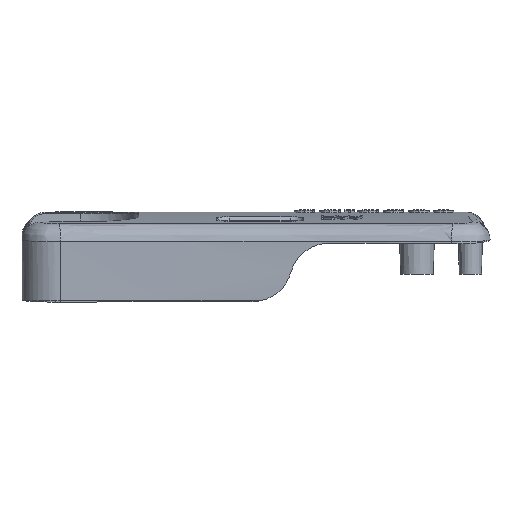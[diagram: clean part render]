
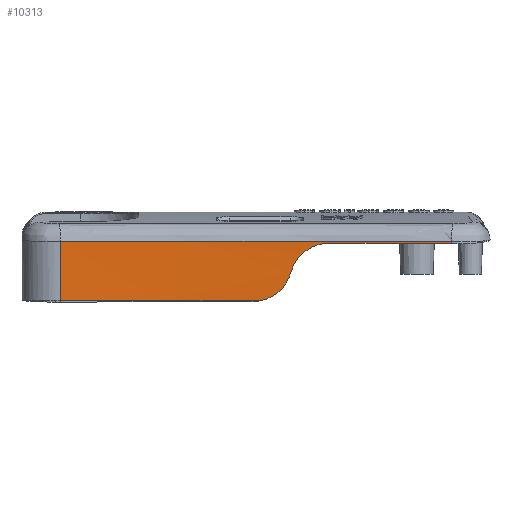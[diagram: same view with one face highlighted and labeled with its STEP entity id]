
A CAD part, front view. The second image highlights one B-rep face of the part: STEP entity #10313.
In plain terms, the highlighted cylindrical face has radius 635 mm (diameter 1270 mm), a partial arc.
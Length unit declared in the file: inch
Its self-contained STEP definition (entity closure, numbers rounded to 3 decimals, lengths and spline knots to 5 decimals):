
#535 = DIRECTION ( 'NONE',  ( 0., 0., -1. ) ) ;
#537 = CYLINDRICAL_SURFACE ( 'NONE', #28251, 25. ) ;
#538 = FACE_OUTER_BOUND ( 'NONE', #8267, .T. ) ;
#539 = CARTESIAN_POINT ( 'NONE',  ( 1.875, -25.11085, 0.64616 ) ) ;
#541 = DIRECTION ( 'NONE',  ( -1., 0., 0. ) ) ;
#3512 = LINE ( 'NONE', #3514, #28154 ) ;
#3514 = CARTESIAN_POINT ( 'NONE',  ( 0.16463, -0.16943, 0.64616 ) ) ;
#3515 = DIRECTION ( 'NONE',  ( 0., 0., -1. ) ) ;
#5173 = ORIENTED_EDGE ( 'NONE', *, *, #28446, .T. ) ;
#5175 = ORIENTED_EDGE ( 'NONE', *, *, #28395, .T. ) ;
#5177 = ORIENTED_EDGE ( 'NONE', *, *, #28482, .T. ) ;
#5179 = ORIENTED_EDGE ( 'NONE', *, *, #28483, .T. ) ;
#5181 = ORIENTED_EDGE ( 'NONE', *, *, #10785, .T. ) ;
#5183 = ORIENTED_EDGE ( 'NONE', *, *, #28458, .T. ) ;
#5185 = ORIENTED_EDGE ( 'NONE', *, *, #28447, .F. ) ;
#8267 = EDGE_LOOP ( 'NONE', ( #5173, #5175, #5177, #5179, #5181, #5183, #5185 ) ) ;
#9238 = VERTEX_POINT ( 'NONE', #30404 ) ;
#9246 = VERTEX_POINT ( 'NONE', #30408 ) ;
#10313 = ADVANCED_FACE ( 'NONE', ( #538 ), #537, .F. ) ;
#10785 = EDGE_CURVE ( 'NONE', #9238, #9246, #3512, .T. ) ;
#11473 = B_SPLINE_CURVE_WITH_KNOTS ( 'NONE', 3,
 ( #17276, #17281, #17306, #17307 ),
 .UNSPECIFIED., .F., .F.,
 ( 4, 4 ),
 ( 0., 0.0271 ),
 .UNSPECIFIED. ) ;
#11495 = B_SPLINE_CURVE_WITH_KNOTS ( 'NONE', 3,
 ( #17536, #17537, #17542, #17543, #17544, #17545, #17546, #17547, #17548, #17549, #17550, #17551, #17552, #17553, #17554, #17555, #17556, #17557, #17558, #17559 ),
 .UNSPECIFIED., .F., .F.,
 ( 4, 2, 2, 2, 2, 2, 2, 2, 2, 4 ),
 ( 0.00255, 0.00327, 0.004, 0.00544, 0.00688, 0.00832, 0.00977, 0.01121, 0.01265, 0.0141 ),
 .UNSPECIFIED. ) ;
#11496 = B_SPLINE_CURVE_WITH_KNOTS ( 'NONE', 3,
 ( #17541, #17540, #17562, #17563, #17564, #17565, #17566, #17567, #17568, #17569, #17570, #17571, #17572, #17573, #17574, #17575 ),
 .UNSPECIFIED., .F., .F.,
 ( 4, 2, 2, 2, 2, 2, 2, 4 ),
 ( 0., 0.00236, 0.00354, 0.00473, 0.00591, 0.00709, 0.00827, 0.00945 ),
 .UNSPECIFIED. ) ;
#11503 = B_SPLINE_CURVE_WITH_KNOTS ( 'NONE', 3,
 ( #17640, #17641, #17646, #17647 ),
 .UNSPECIFIED., .F., .F.,
 ( 4, 4 ),
 ( 0., 0.04461 ),
 .UNSPECIFIED. ) ;
#11512 = B_SPLINE_CURVE_WITH_KNOTS ( 'NONE', 3,
 ( #17781, #17780, #17794, #17795, #17796 ),
 .UNSPECIFIED., .F., .F.,
 ( 4, 1, 4 ),
 ( 0., 0.04344, 0.08689 ),
 .UNSPECIFIED. ) ;
#17276 = CARTESIAN_POINT ( 'NONE',  ( 2.51969, -0.11916, 0.37385 ) ) ;
#17281 = CARTESIAN_POINT ( 'NONE',  ( 2.87527, -0.12834, 0.37285 ) ) ;
#17306 = CARTESIAN_POINT ( 'NONE',  ( 3.2305, -0.14509, 0.37101 ) ) ;
#17307 = CARTESIAN_POINT ( 'NONE',  ( 3.58537, -0.16943, 0.36828 ) ) ;
#17536 = CARTESIAN_POINT ( 'NONE',  ( 2.17946, -0.11271, 0.11768 ) ) ;
#17537 = CARTESIAN_POINT ( 'NONE',  ( 2.18211, -0.11274, 0.12683 ) ) ;
#17540 = CARTESIAN_POINT ( 'NONE',  ( 2.17072, -0.1126, 0.08746 ) ) ;
#17541 = CARTESIAN_POINT ( 'NONE',  ( 2.17946, -0.11271, 0.11768 ) ) ;
#17542 = CARTESIAN_POINT ( 'NONE',  ( 2.18515, -0.11277, 0.13596 ) ) ;
#17543 = CARTESIAN_POINT ( 'NONE',  ( 2.19192, -0.11286, 0.15385 ) ) ;
#17544 = CARTESIAN_POINT ( 'NONE',  ( 2.19565, -0.11291, 0.16261 ) ) ;
#17545 = CARTESIAN_POINT ( 'NONE',  ( 2.20782, -0.11307, 0.18833 ) ) ;
#17546 = CARTESIAN_POINT ( 'NONE',  ( 2.21725, -0.11319, 0.20475 ) ) ;
#17547 = CARTESIAN_POINT ( 'NONE',  ( 2.23877, -0.1135, 0.23611 ) ) ;
#17548 = CARTESIAN_POINT ( 'NONE',  ( 2.25096, -0.11367, 0.25112 ) ) ;
#17549 = CARTESIAN_POINT ( 'NONE',  ( 2.27721, -0.11408, 0.27858 ) ) ;
#17550 = CARTESIAN_POINT ( 'NONE',  ( 2.29135, -0.11431, 0.29117 ) ) ;
#17551 = CARTESIAN_POINT ( 'NONE',  ( 2.32164, -0.11484, 0.31407 ) ) ;
#17552 = CARTESIAN_POINT ( 'NONE',  ( 2.33796, -0.11513, 0.32444 ) ) ;
#17553 = CARTESIAN_POINT ( 'NONE',  ( 2.37162, -0.11578, 0.34217 ) ) ;
#17554 = CARTESIAN_POINT ( 'NONE',  ( 2.38903, -0.11613, 0.34962 ) ) ;
#17555 = CARTESIAN_POINT ( 'NONE',  ( 2.425, -0.1169, 0.36167 ) ) ;
#17556 = CARTESIAN_POINT ( 'NONE',  ( 2.4437, -0.11731, 0.36629 ) ) ;
#17557 = CARTESIAN_POINT ( 'NONE',  ( 2.48145, -0.1182, 0.3724 ) ) ;
#17558 = CARTESIAN_POINT ( 'NONE',  ( 2.50048, -0.11867, 0.37391 ) ) ;
#17559 = CARTESIAN_POINT ( 'NONE',  ( 2.51969, -0.11916, 0.37385 ) ) ;
#17562 = CARTESIAN_POINT ( 'NONE',  ( 2.15822, -0.11245, 0.05905 ) ) ;
#17563 = CARTESIAN_POINT ( 'NONE',  ( 2.134, -0.11219, 0.01909 ) ) ;
#17564 = CARTESIAN_POINT ( 'NONE',  ( 2.12493, -0.1121, 0.00613 ) ) ;
#17565 = CARTESIAN_POINT ( 'NONE',  ( 2.10537, -0.11191, -0.01818 ) ) ;
#17566 = CARTESIAN_POINT ( 'NONE',  ( 2.09486, -0.11182, -0.0296 ) ) ;
#17567 = CARTESIAN_POINT ( 'NONE',  ( 2.07242, -0.11163, -0.05101 ) ) ;
#17568 = CARTESIAN_POINT ( 'NONE',  ( 2.06048, -0.11154, -0.061 ) ) ;
#17569 = CARTESIAN_POINT ( 'NONE',  ( 2.03512, -0.11136, -0.07948 ) ) ;
#17570 = CARTESIAN_POINT ( 'NONE',  ( 2.02185, -0.11128, -0.08785 ) ) ;
#17571 = CARTESIAN_POINT ( 'NONE',  ( 1.99456, -0.11113, -0.10267 ) ) ;
#17572 = CARTESIAN_POINT ( 'NONE',  ( 1.98047, -0.11107, -0.10916 ) ) ;
#17573 = CARTESIAN_POINT ( 'NONE',  ( 1.95142, -0.11096, -0.12028 ) ) ;
#17574 = CARTESIAN_POINT ( 'NONE',  ( 1.93637, -0.11092, -0.12494 ) ) ;
#17575 = CARTESIAN_POINT ( 'NONE',  ( 1.9211, -0.11089, -0.12857 ) ) ;
#17640 = CARTESIAN_POINT ( 'NONE',  ( 0.16463, -0.16943, -0.1318 ) ) ;
#17641 = CARTESIAN_POINT ( 'NONE',  ( 0.75012, -0.12928, -0.12954 ) ) ;
#17646 = CARTESIAN_POINT ( 'NONE',  ( 1.33561, -0.10981, -0.12851 ) ) ;
#17647 = CARTESIAN_POINT ( 'NONE',  ( 1.9211, -0.11089, -0.12857 ) ) ;
#17780 = CARTESIAN_POINT ( 'NONE',  ( 3.01524, -0.13033, 0.39044 ) ) ;
#17781 = CARTESIAN_POINT ( 'NONE',  ( 3.58537, -0.16943, 0.3864 ) ) ;
#17788 = LINE ( 'NONE', #17789, #27424 ) ;
#17789 = CARTESIAN_POINT ( 'NONE',  ( 3.58537, -0.16943, 0.64616 ) ) ;
#17790 = DIRECTION ( 'NONE',  ( 0., 0., 1. ) ) ;
#17794 = CARTESIAN_POINT ( 'NONE',  ( 1.875, -0.09137, 0.39429 ) ) ;
#17795 = CARTESIAN_POINT ( 'NONE',  ( 0.73476, -0.13033, 0.39044 ) ) ;
#17796 = CARTESIAN_POINT ( 'NONE',  ( 0.16463, -0.16943, 0.3864 ) ) ;
#26613 = CARTESIAN_POINT ( 'NONE',  ( 2.51969, -0.11916, 0.37385 ) ) ;
#26616 = CARTESIAN_POINT ( 'NONE',  ( 3.58537, -0.16943, 0.36828 ) ) ;
#26647 = CARTESIAN_POINT ( 'NONE',  ( 2.17946, -0.11271, 0.11768 ) ) ;
#26653 = CARTESIAN_POINT ( 'NONE',  ( 1.9211, -0.11089, -0.12857 ) ) ;
#26669 = CARTESIAN_POINT ( 'NONE',  ( 3.58537, -0.16943, 0.3864 ) ) ;
#27424 = VECTOR ( 'NONE', #17790, 39.37008 ) ;
#28154 = VECTOR ( 'NONE', #3515, 39.37008 ) ;
#28251 = AXIS2_PLACEMENT_3D ( 'NONE', #539, #535, #541 ) ;
#28395 = EDGE_CURVE ( 'NONE', #29685, #29688, #11473, .T. ) ;
#28446 = EDGE_CURVE ( 'NONE', #29719, #29685, #11495, .T. ) ;
#28447 = EDGE_CURVE ( 'NONE', #29719, #29725, #11496, .T. ) ;
#28458 = EDGE_CURVE ( 'NONE', #9246, #29725, #11503, .T. ) ;
#28482 = EDGE_CURVE ( 'NONE', #29688, #29741, #17788, .T. ) ;
#28483 = EDGE_CURVE ( 'NONE', #29741, #9238, #11512, .T. ) ;
#29685 = VERTEX_POINT ( 'NONE', #26613 ) ;
#29688 = VERTEX_POINT ( 'NONE', #26616 ) ;
#29719 = VERTEX_POINT ( 'NONE', #26647 ) ;
#29725 = VERTEX_POINT ( 'NONE', #26653 ) ;
#29741 = VERTEX_POINT ( 'NONE', #26669 ) ;
#30404 = CARTESIAN_POINT ( 'NONE',  ( 0.16463, -0.16943, 0.3864 ) ) ;
#30408 = CARTESIAN_POINT ( 'NONE',  ( 0.16463, -0.16943, -0.1318 ) ) ;
